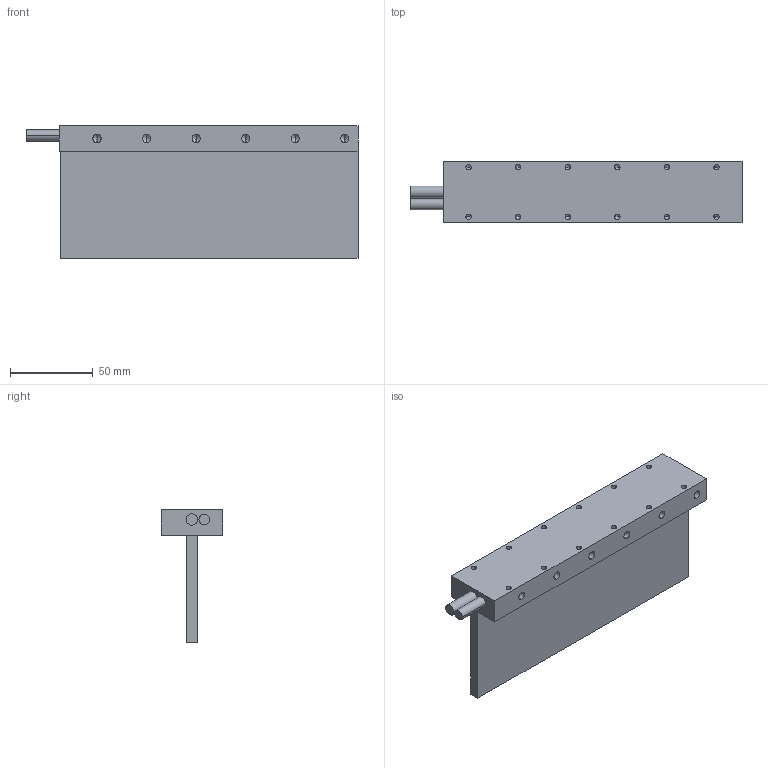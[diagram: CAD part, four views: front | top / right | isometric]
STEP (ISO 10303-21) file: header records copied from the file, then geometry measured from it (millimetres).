
FILE_DESCRIPTION (( 'STEP AP203' ), '1' );
FILE_NAME ('ZWU-30B-3-MODEL-A01.step', '2022-09-08T12:52:18', ( '' ), ( '' ), 'SwSTEP 2.0', 'SolidWorks 2020', '' );
FILE_SCHEMA (( 'CONFIG_CONTROL_DESIGN' ));
Length unit declared in the file: millimetre
Products named in the file (1): ZWU-30B-3-MODEL-A01
Bounding box: 201 x 37.1 x 80.4 mm (x, y, z)
Volume: 174122.1 mm3; surface area: 48196.7 mm2
Topology: 1 solids, 1 shells, 112 faces, 276 edges, 144 vertices
Faces by surface type: cylinder 52, cone 48, plane 12
Entity records: 3021 total; most frequent: DIRECTION 558, CARTESIAN_POINT 485, ORIENTED_EDGE 456, EDGE_CURVE 228, AXIS2_PLACEMENT_3D 217, VERTEX_POINT 144, EDGE_LOOP 138, LINE 124
